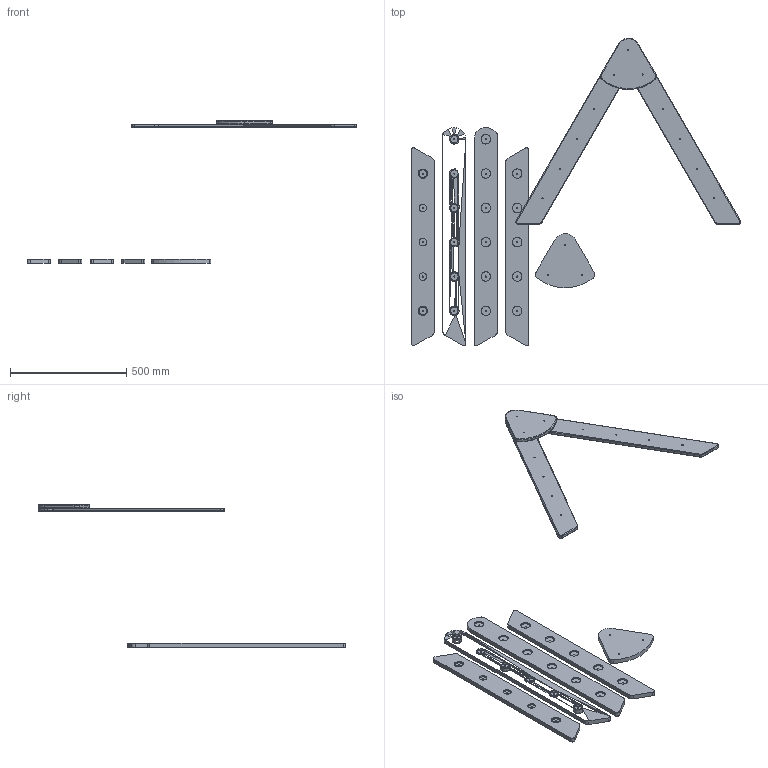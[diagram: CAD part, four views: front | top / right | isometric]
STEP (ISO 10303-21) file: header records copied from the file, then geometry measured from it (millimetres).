
FILE_DESCRIPTION(/* description */ (''),/* implementation_level */ '2;1');
FILE_NAME(/* name */ 'Ladder Triangle v15.step',/* time_stamp */ '2022-04-18T07:40:58-05:00',/* author */ (''),/* organization */ (''),/* preprocessor_version */ 'ST-DEVELOPER v18.1',/* originating_system */ 'Autodesk Translation Framework v10.14.0.1471',/* authorisation */ '');
FILE_SCHEMA (('AUTOMOTIVE_DESIGN { 1 0 10303 214 3 1 1 }'));
Length unit declared in the file: millimetre
Products named in the file (4): Ladder Triangle; 01; 02; 03
Assembly tree (3 placements, depth 2):
  Ladder Triangle
    01
    02
    03
Bounding box: 1416.85 x 1321.22 x 614.53 mm (x, y, z)
Volume: 10175344.9 mm3; surface area: 1428553.5 mm2
Topology: 8 solids, 8 shells, 480 faces, 1213 edges, 798 vertices
Faces by surface type: bspline 271, cylinder 108, plane 101
Full cylindrical faces by diameter (mm): 5 x9, 32.2 x11, 40.498 x1, 40.5 x1
Entity records: 25167 total; most frequent: CARTESIAN_POINT 15164, ORIENTED_EDGE 2426, DIRECTION 1227, EDGE_CURVE 1213, VERTEX_POINT 798, B_SPLINE_CURVE_WITH_KNOTS 650, EDGE_LOOP 647, FACE_OUTER_BOUND 480
